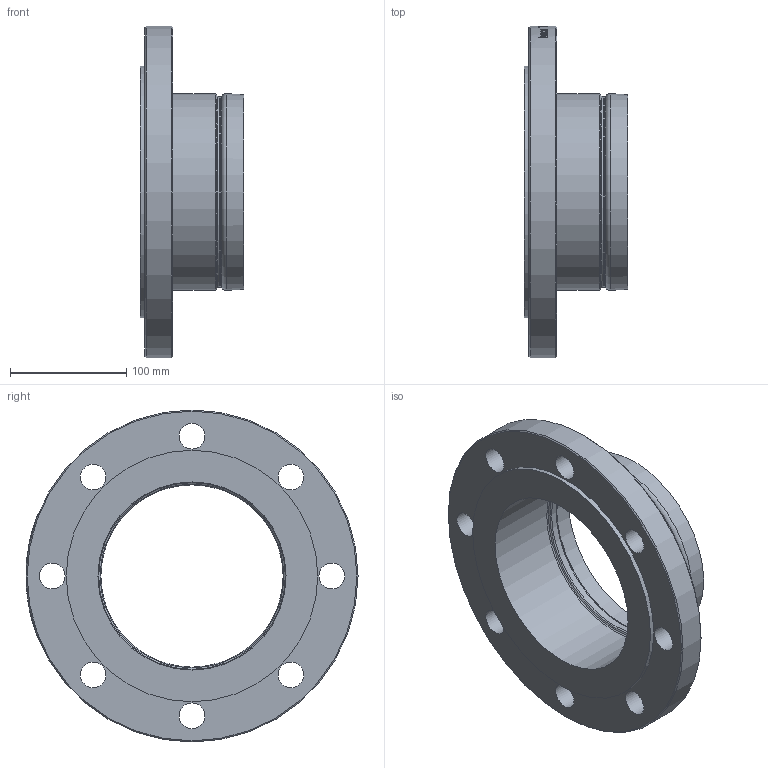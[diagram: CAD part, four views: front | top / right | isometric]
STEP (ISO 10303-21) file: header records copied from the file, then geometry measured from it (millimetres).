
FILE_DESCRIPTION (( 'STEP AP214' ), '1' );
FILE_NAME ('V100-FL-168-16-x Typ E498 PN16 DN150 600 Ø168,7 1812.STEP', '2018-12-27T10:42:29', ( '' ), ( '' ), 'SwSTEP 2.0', 'SolidWorks 2016', '' );
FILE_SCHEMA (( 'AUTOMOTIVE_DESIGN' ));
Length unit declared in the file: millimetre
Products named in the file (1): V100-FL-168-16-x Typ E498 PN16 DN150 600 Ø168,7 1812
Bounding box: 88.9 x 285.01 x 285 mm (x, y, z)
Volume: 1137552 mm3; surface area: 196185.3 mm2
Topology: 1 solids, 1 shells, 219 faces, 555 edges, 367 vertices
Faces by surface type: bspline 97, plane 67, cylinder 41, torus 8, cone 6
Full cylindrical faces by diameter (mm): 22 x8, 156.464 x1, 161.468 x1, 163.271 x1, 168.275 x1, 215.9 x1, 284.999 x1
Entity records: 13234 total; most frequent: CARTESIAN_POINT 6703, ORIENTED_EDGE 1040, DIRECTION 644, EDGE_CURVE 520, VERTEX_POINT 360, EDGE_LOOP 294, FACE_OUTER_BOUND 241, ADVANCED_FACE 219
